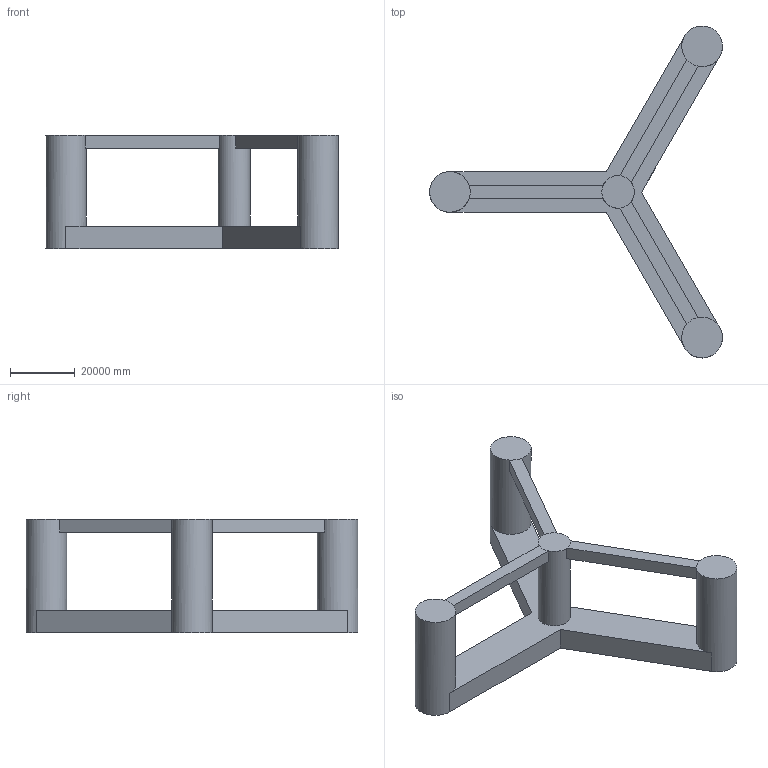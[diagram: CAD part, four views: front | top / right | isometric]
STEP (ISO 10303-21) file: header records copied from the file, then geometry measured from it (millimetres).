
FILE_DESCRIPTION(('Open CASCADE Model'),'2;1');
FILE_NAME('Open CASCADE Shape Model','2024-11-12T16:40:26',('Author'),( 'Open CASCADE'),'Open CASCADE STEP processor 7.5','Open CASCADE 7.5' ,'Unknown');
FILE_SCHEMA(('AUTOMOTIVE_DESIGN { 1 0 10303 214 1 1 1 1 }'));
Length unit declared in the file: metre
Products named in the file (1): Open CASCADE STEP translator 7.5 1
Bounding box: 90124.98 x 102133.62 x 35000 mm (x, y, z)
Volume: 28862440709871.7 mm3; surface area: 12596205587.2 mm2
Topology: 1 solids, 1 shells, 32 faces, 93 edges, 59 vertices
Faces by surface type: plane 28, cylinder 4
Full cylindrical faces by diameter (mm): 10000 x1, 12500 x3
Entity records: 2324 total; most frequent: CARTESIAN_POINT 419, DIRECTION 381, ORIENTED_EDGE 186, PCURVE 186, DEFINITIONAL_REPRESENTATION 186, LINE 174, VECTOR 174, CIRCLE 97
